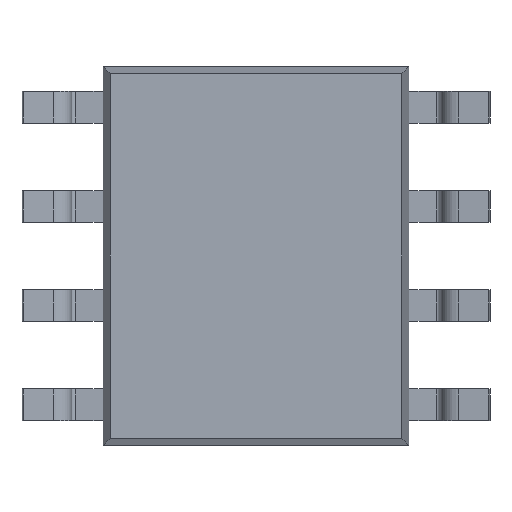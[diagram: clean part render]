
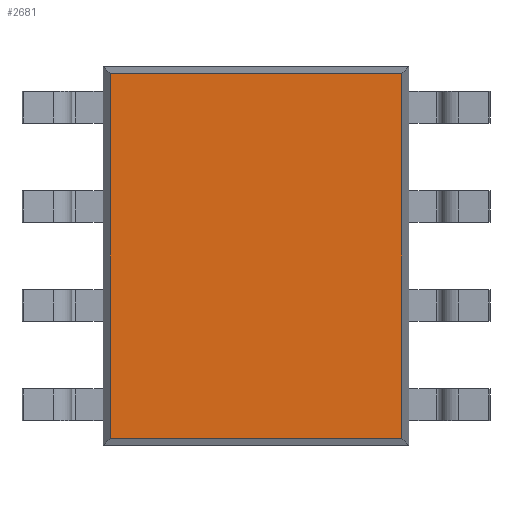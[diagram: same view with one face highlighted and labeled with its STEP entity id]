
A CAD part, front view. The second image highlights one B-rep face of the part: STEP entity #2681.
In plain terms, the highlighted planar face has unit normal (0, -1, 0).
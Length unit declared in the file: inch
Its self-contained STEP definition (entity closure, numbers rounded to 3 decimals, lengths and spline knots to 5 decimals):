
#46 = EDGE_CURVE ( 'NONE', #1223, #646, #1837, .T. ) ;
#138 = VECTOR ( 'NONE', #1169, 39.37008 ) ;
#250 = VECTOR ( 'NONE', #1613, 39.37008 ) ;
#251 = DIRECTION ( 'NONE',  ( 0., 1., 0. ) ) ;
#562 = ORIENTED_EDGE ( 'NONE', *, *, #857, .T. ) ;
#646 = VERTEX_POINT ( 'NONE', #3470 ) ;
#778 = ORIENTED_EDGE ( 'NONE', *, *, #46, .T. ) ;
#857 = EDGE_CURVE ( 'NONE', #3701, #1965, #2163, .T. ) ;
#886 = DIRECTION ( 'NONE',  ( 0., 0., 1. ) ) ;
#891 = ORIENTED_EDGE ( 'NONE', *, *, #1768, .T. ) ;
#920 = CARTESIAN_POINT ( 'NONE',  ( 0., 0.01, 0. ) ) ;
#1169 = DIRECTION ( 'NONE',  ( 0., 0., 1. ) ) ;
#1175 = VECTOR ( 'NONE', #2196, 39.37008 ) ;
#1223 = VERTEX_POINT ( 'NONE', #1360 ) ;
#1351 = CARTESIAN_POINT ( 'NONE',  ( 0.077, 0.01, -0.09199 ) ) ;
#1360 = CARTESIAN_POINT ( 'NONE',  ( 0.07349, 0.01, -0.09199 ) ) ;
#1613 = DIRECTION ( 'NONE',  ( 1., 0., 0. ) ) ;
#1634 = CARTESIAN_POINT ( 'NONE',  ( -0.077, 0.01, 0.09199 ) ) ;
#1768 = EDGE_CURVE ( 'NONE', #646, #3701, #3861, .T. ) ;
#1816 = CARTESIAN_POINT ( 'NONE',  ( 0.07349, 0.01, 0.0955 ) ) ;
#1819 = EDGE_CURVE ( 'NONE', #1965, #1223, #2592, .T. ) ;
#1837 = LINE ( 'NONE', #1816, #138 ) ;
#1846 = CARTESIAN_POINT ( 'NONE',  ( -0.07349, 0.01, -0.0955 ) ) ;
#1965 = VERTEX_POINT ( 'NONE', #3757 ) ;
#2163 = LINE ( 'NONE', #1846, #1175 ) ;
#2196 = DIRECTION ( 'NONE',  ( 0., 0., -1. ) ) ;
#2401 = ORIENTED_EDGE ( 'NONE', *, *, #1819, .T. ) ;
#2558 = DIRECTION ( 'NONE',  ( -1., 0., 0. ) ) ;
#2592 = LINE ( 'NONE', #1351, #250 ) ;
#2681 = ADVANCED_FACE ( 'NONE', ( #3773 ), #3117, .F. ) ;
#3117 = PLANE ( 'NONE',  #3913 ) ;
#3142 = EDGE_LOOP ( 'NONE', ( #562, #2401, #778, #891 ) ) ;
#3470 = CARTESIAN_POINT ( 'NONE',  ( 0.07349, 0.01, 0.09199 ) ) ;
#3563 = CARTESIAN_POINT ( 'NONE',  ( -0.07349, 0.01, 0.09199 ) ) ;
#3701 = VERTEX_POINT ( 'NONE', #3563 ) ;
#3757 = CARTESIAN_POINT ( 'NONE',  ( -0.07349, 0.01, -0.09199 ) ) ;
#3773 = FACE_OUTER_BOUND ( 'NONE', #3142, .T. ) ;
#3835 = VECTOR ( 'NONE', #2558, 39.37008 ) ;
#3861 = LINE ( 'NONE', #1634, #3835 ) ;
#3913 = AXIS2_PLACEMENT_3D ( 'NONE', #920, #251, #886 ) ;
